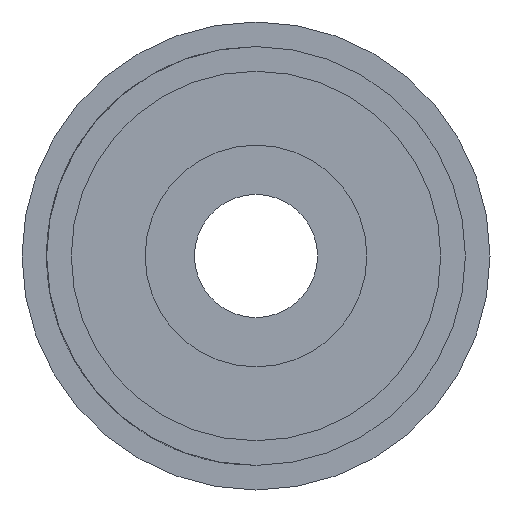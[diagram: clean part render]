
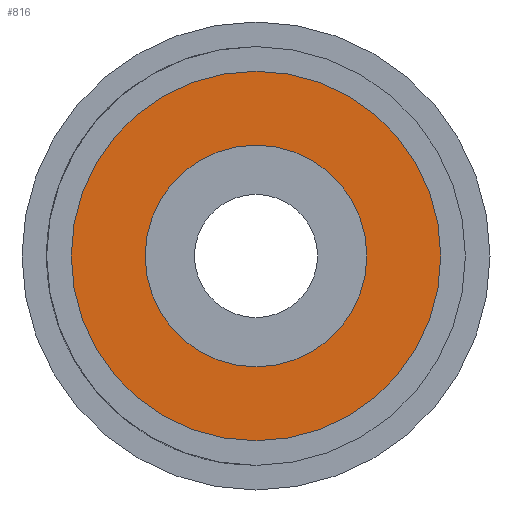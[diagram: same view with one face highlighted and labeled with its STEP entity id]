
A CAD part, left-side view. The second image highlights one B-rep face of the part: STEP entity #816.
In plain terms, the highlighted planar face has unit normal (-1, 0, 0).
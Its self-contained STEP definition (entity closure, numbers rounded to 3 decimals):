
#2 = PLANE ( 'NONE',  #6040 ) ;
#199 = ORIENTED_EDGE ( 'NONE', *, *, #1818, .T. ) ;
#502 = CARTESIAN_POINT ( 'NONE',  ( 0., 0., 0. ) ) ;
#816 = ADVANCED_FACE ( 'NONE', ( #5527, #2745 ), #2, .F. ) ;
#846 = VERTEX_POINT ( 'NONE', #5385 ) ;
#924 = CARTESIAN_POINT ( 'NONE',  ( 0., 0., 0. ) ) ;
#1546 = CARTESIAN_POINT ( 'NONE',  ( 0., 0., 7.5 ) ) ;
#1720 = EDGE_LOOP ( 'NONE', ( #199, #6453 ) ) ;
#1818 = EDGE_CURVE ( 'NONE', #4661, #846, #7941, .T. ) ;
#2040 = VERTEX_POINT ( 'NONE', #4255 ) ;
#2249 = VERTEX_POINT ( 'NONE', #4430 ) ;
#2396 = DIRECTION ( 'NONE',  ( 0., 0., 1. ) ) ;
#2409 = CIRCLE ( 'NONE', #4163, 4.5 ) ;
#2446 = DIRECTION ( 'NONE',  ( -1., 0., 0. ) ) ;
#2556 = DIRECTION ( 'NONE',  ( -1., 0., 0. ) ) ;
#2569 = DIRECTION ( 'NONE',  ( -1., 0., 0. ) ) ;
#2745 = FACE_OUTER_BOUND ( 'NONE', #1720, .T. ) ;
#3045 = EDGE_CURVE ( 'NONE', #2040, #2249, #2409, .T. ) ;
#3074 = CARTESIAN_POINT ( 'NONE',  ( 0., 0., 0. ) ) ;
#3403 = CARTESIAN_POINT ( 'NONE',  ( 0., 0., 0. ) ) ;
#4010 = AXIS2_PLACEMENT_3D ( 'NONE', #3403, #8837, #6728 ) ;
#4163 = AXIS2_PLACEMENT_3D ( 'NONE', #8813, #2556, #5383 ) ;
#4255 = CARTESIAN_POINT ( 'NONE',  ( 0., 0., -4.5 ) ) ;
#4430 = CARTESIAN_POINT ( 'NONE',  ( 0., 0., 4.5 ) ) ;
#4661 = VERTEX_POINT ( 'NONE', #1546 ) ;
#4756 = CIRCLE ( 'NONE', #7953, 4.5 ) ;
#5383 = DIRECTION ( 'NONE',  ( 0., 0., 1. ) ) ;
#5385 = CARTESIAN_POINT ( 'NONE',  ( 0., 0., -7.5 ) ) ;
#5448 = EDGE_CURVE ( 'NONE', #846, #4661, #7822, .T. ) ;
#5527 = FACE_BOUND ( 'NONE', #8159, .T. ) ;
#6040 = AXIS2_PLACEMENT_3D ( 'NONE', #502, #7441, #7588 ) ;
#6453 = ORIENTED_EDGE ( 'NONE', *, *, #5448, .T. ) ;
#6538 = ORIENTED_EDGE ( 'NONE', *, *, #8410, .F. ) ;
#6717 = DIRECTION ( 'NONE',  ( 0., 0., 1. ) ) ;
#6728 = DIRECTION ( 'NONE',  ( 0., 0., 1. ) ) ;
#6954 = AXIS2_PLACEMENT_3D ( 'NONE', #924, #2569, #6717 ) ;
#7441 = DIRECTION ( 'NONE',  ( 1., 0., 0. ) ) ;
#7588 = DIRECTION ( 'NONE',  ( 0., 0., -1. ) ) ;
#7822 = CIRCLE ( 'NONE', #6954, 7.5 ) ;
#7941 = CIRCLE ( 'NONE', #4010, 7.5 ) ;
#7953 = AXIS2_PLACEMENT_3D ( 'NONE', #3074, #2446, #2396 ) ;
#8159 = EDGE_LOOP ( 'NONE', ( #6538, #8478 ) ) ;
#8410 = EDGE_CURVE ( 'NONE', #2249, #2040, #4756, .T. ) ;
#8478 = ORIENTED_EDGE ( 'NONE', *, *, #3045, .F. ) ;
#8813 = CARTESIAN_POINT ( 'NONE',  ( 0., 0., 0. ) ) ;
#8837 = DIRECTION ( 'NONE',  ( -1., 0., 0. ) ) ;
